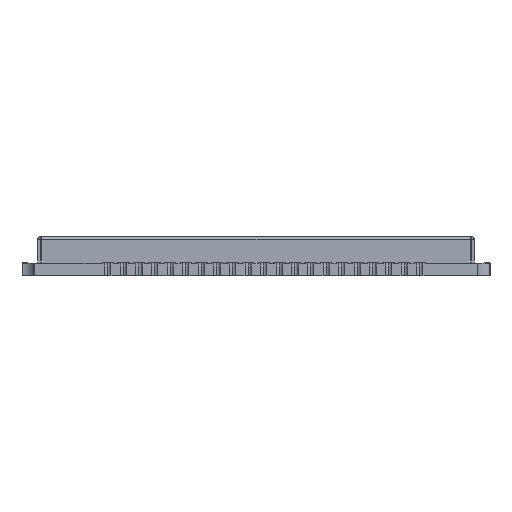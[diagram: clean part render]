
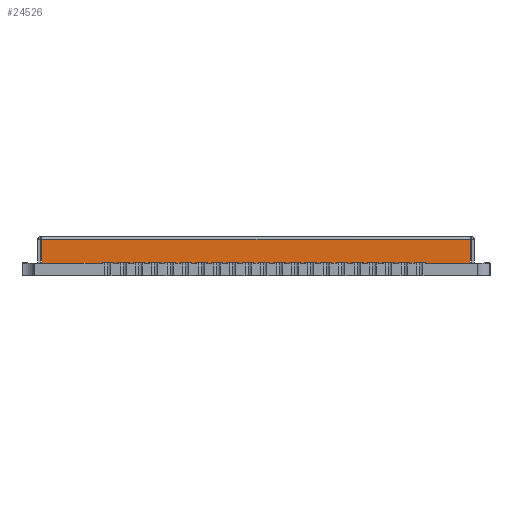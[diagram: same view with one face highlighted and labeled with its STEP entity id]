
A CAD part, left-side view. The second image highlights one B-rep face of the part: STEP entity #24526.
In plain terms, the highlighted planar face has unit normal (-1, 0, 0).
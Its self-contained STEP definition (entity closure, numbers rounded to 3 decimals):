
#1267 = CARTESIAN_POINT ( 'NONE',  ( -14., 0., 0. ) ) ;
#3776 = EDGE_CURVE ( 'NONE', #59773, #61669, #41090, .T. ) ;
#7197 = PLANE ( 'NONE',  #25123 ) ;
#10909 = VECTOR ( 'NONE', #42338, 1000. ) ;
#14282 = ORIENTED_EDGE ( 'NONE', *, *, #48691, .T. ) ;
#20725 = VECTOR ( 'NONE', #26021, 1000. ) ;
#21624 = ORIENTED_EDGE ( 'NONE', *, *, #49042, .T. ) ;
#24526 = ADVANCED_FACE ( 'NONE', ( #39301 ), #7197, .F. ) ;
#25123 = AXIS2_PLACEMENT_3D ( 'NONE', #1267, #34238, #80050 ) ;
#26021 = DIRECTION ( 'NONE',  ( 0., 0., -1. ) ) ;
#26783 = CARTESIAN_POINT ( 'NONE',  ( -14., -13.729, 2.299 ) ) ;
#26785 = VECTOR ( 'NONE', #65242, 1000. ) ;
#28796 = CARTESIAN_POINT ( 'NONE',  ( -14., -13.729, 2.3 ) ) ;
#34238 = DIRECTION ( 'NONE',  ( 1., 0., 0. ) ) ;
#36537 = CARTESIAN_POINT ( 'NONE',  ( -14., 13.729, 2.299 ) ) ;
#39168 = ORIENTED_EDGE ( 'NONE', *, *, #3776, .F. ) ;
#39301 = FACE_OUTER_BOUND ( 'NONE', #82555, .T. ) ;
#41090 = LINE ( 'NONE', #79363, #26785 ) ;
#42338 = DIRECTION ( 'NONE',  ( 0., 0., -1. ) ) ;
#45469 = VERTEX_POINT ( 'NONE', #83697 ) ;
#46698 = EDGE_CURVE ( 'NONE', #61669, #45469, #80977, .T. ) ;
#48691 = EDGE_CURVE ( 'NONE', #65650, #45469, #67648, .T. ) ;
#49042 = EDGE_CURVE ( 'NONE', #59773, #65650, #83326, .T. ) ;
#54993 = DIRECTION ( 'NONE',  ( 0., -1., 0. ) ) ;
#59773 = VERTEX_POINT ( 'NONE', #36537 ) ;
#61268 = CARTESIAN_POINT ( 'NONE',  ( -14., 0., 0.8 ) ) ;
#61669 = VERTEX_POINT ( 'NONE', #26783 ) ;
#65242 = DIRECTION ( 'NONE',  ( 0., -1., 0. ) ) ;
#65650 = VERTEX_POINT ( 'NONE', #79110 ) ;
#67137 = ORIENTED_EDGE ( 'NONE', *, *, #46698, .F. ) ;
#67648 = LINE ( 'NONE', #61268, #71975 ) ;
#71975 = VECTOR ( 'NONE', #54993, 1000. ) ;
#76960 = CARTESIAN_POINT ( 'NONE',  ( -14., 13.729, 0. ) ) ;
#79110 = CARTESIAN_POINT ( 'NONE',  ( -14., 13.729, 0.8 ) ) ;
#79363 = CARTESIAN_POINT ( 'NONE',  ( -14., -14., 2.299 ) ) ;
#80050 = DIRECTION ( 'NONE',  ( 0., 0., -1. ) ) ;
#80977 = LINE ( 'NONE', #28796, #10909 ) ;
#82555 = EDGE_LOOP ( 'NONE', ( #39168, #21624, #14282, #67137 ) ) ;
#83326 = LINE ( 'NONE', #76960, #20725 ) ;
#83697 = CARTESIAN_POINT ( 'NONE',  ( -14., -13.729, 0.8 ) ) ;
